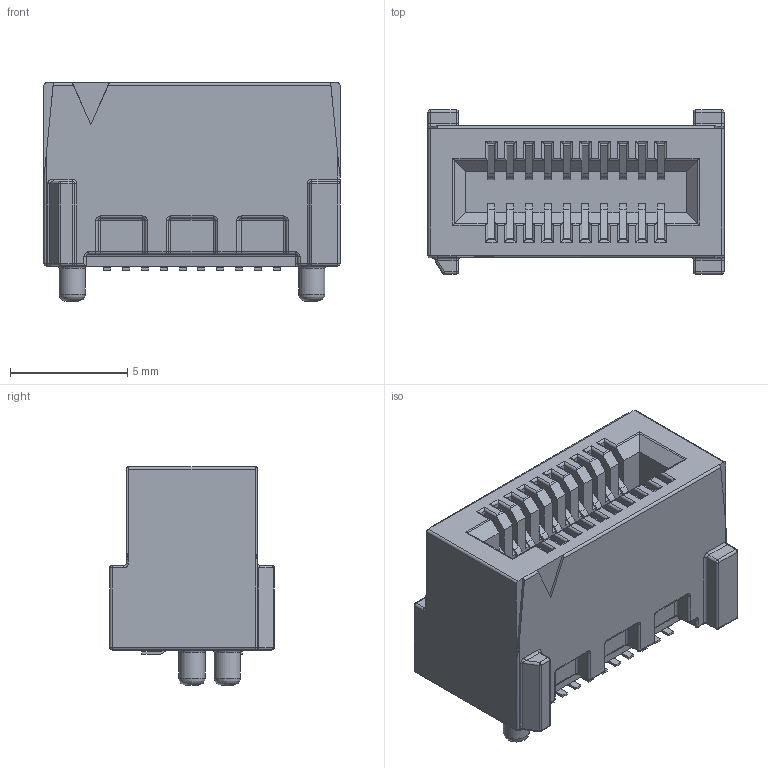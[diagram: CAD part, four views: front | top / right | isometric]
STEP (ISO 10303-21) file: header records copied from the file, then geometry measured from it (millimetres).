
FILE_DESCRIPTION(/* description */ (''),/* implementation_level */ '2;1');
FILE_NAME(/* name */ 'Samtec - HSEC8-110-01-L-DV-A.step',/* time_stamp */ '2020-08-03T00:27:08+01:00',/* author */ (''),/* organization */ (''),/* preprocessor_version */ 'ST-DEVELOPER v18.1',/* originating_system */ 'Autodesk Translation Framework v9.3.0.1241',/* authorisation */ '');
FILE_SCHEMA (('AUTOMOTIVE_DESIGN { 1 0 10303 214 3 1 1 }'));
Length unit declared in the file: millimetre
Products named in the file (1): Samtec - HSEC8-110-01-L-DV-A
Bounding box: 12.6 x 7 x 9.3 mm (x, y, z)
Volume: 430 mm3; surface area: 752.4 mm2
Topology: 1 solids, 1 shells, 808 faces, 2189 edges, 1346 vertices
Faces by surface type: plane 413, cylinder 306, sphere 43, torus 43, bspline 3
Full cylindrical faces by diameter (mm): 1.12 x2
Entity records: 25620 total; most frequent: CARTESIAN_POINT 4425, DIRECTION 4412, ORIENTED_EDGE 4378, EDGE_CURVE 2189, LINE 1576, VECTOR 1576, AXIS2_PLACEMENT_3D 1418, VERTEX_POINT 1346
